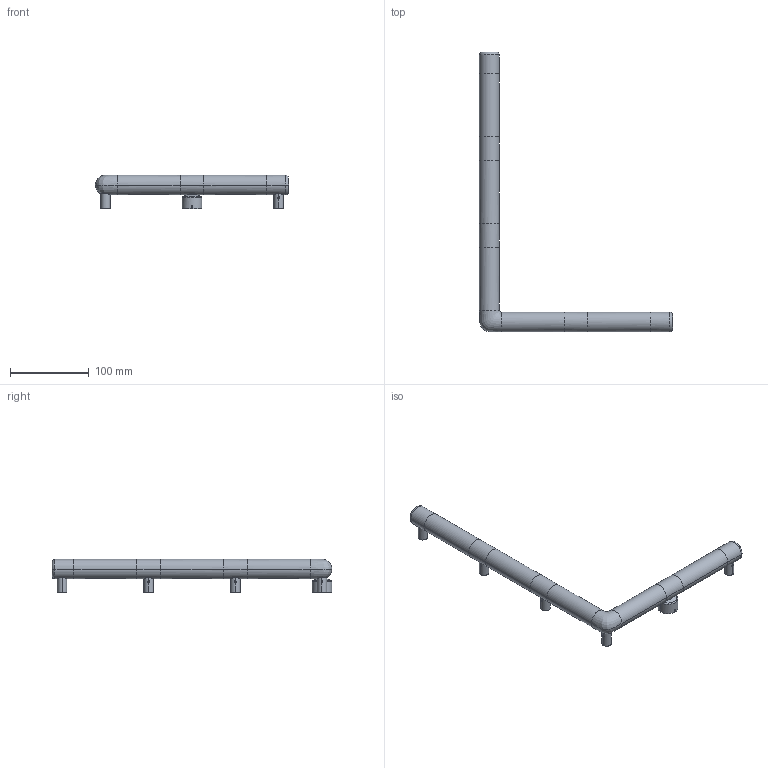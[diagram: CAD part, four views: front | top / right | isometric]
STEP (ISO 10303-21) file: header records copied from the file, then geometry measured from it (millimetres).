
FILE_DESCRIPTION(/* description */ (''),/* implementation_level */ '2;1');
FILE_NAME(/* name */ '1215L00_--A.O.L. L.M. LETTERA L',/* time_stamp */ '2024-06-06T12:44:03+02:00',/* author */ (''),/* organization */ (''),/* preprocessor_version */ 'ST-DEVELOPER v16.5',/* originating_system */ 'Rhino 7.37',/* authorisation */ '');
FILE_SCHEMA (('AUTOMOTIVE_DESIGN'));
Length unit declared in the file: millimetre
Products named in the file (1): Document
Bounding box: 244.8 x 354.7 x 42.5 mm (x, y, z)
Surface area: 53042.8 mm2 (no closed solid volume)
Topology: 0 solids, 6 shells, 168 faces, 413 edges, 258 vertices
Faces by surface type: cylinder 64, bspline 63, plane 41
Entity records: 13071 total; most frequent: CARTESIAN_POINT 9066, ORIENTED_EDGE 778, EDGE_CURVE 413, VERTEX_POINT 258, B_SPLINE_CURVE_WITH_KNOTS 232, EDGE_LOOP 203, COLOUR_RGB 174, FILL_AREA_STYLE_COLOUR 174
